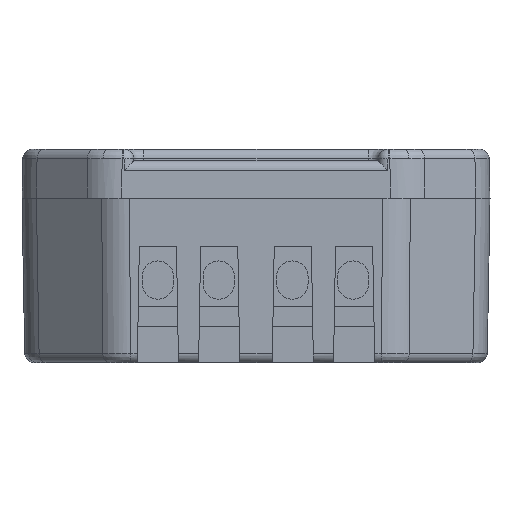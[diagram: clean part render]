
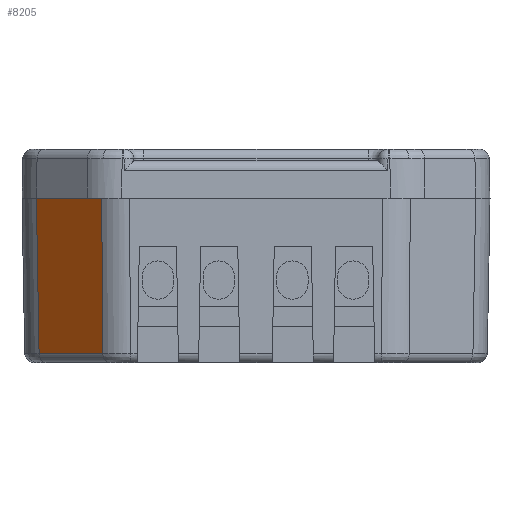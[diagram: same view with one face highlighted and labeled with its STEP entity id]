
A CAD part, front view. The second image highlights one B-rep face of the part: STEP entity #8205.
In plain terms, the highlighted face is planar.
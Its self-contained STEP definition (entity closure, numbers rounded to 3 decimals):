
#360 = DIRECTION ( 'NONE',  ( -0.017, -0.007, -1. ) ) ;
#612 = FACE_OUTER_BOUND ( 'NONE', #8861, .T. ) ;
#819 = PLANE ( 'NONE',  #11196 ) ;
#827 = EDGE_CURVE ( 'NONE', #1764, #4972, #7245, .T. ) ;
#875 = LINE ( 'NONE', #5812, #3264 ) ;
#1062 = VECTOR ( 'NONE', #360, 1000. ) ;
#1113 = EDGE_CURVE ( 'NONE', #1764, #12706, #9394, .T. ) ;
#1764 = VERTEX_POINT ( 'NONE', #9296 ) ;
#1888 = EDGE_CURVE ( 'NONE', #12034, #12706, #7732, .T. ) ;
#2093 = VECTOR ( 'NONE', #11769, 1000. ) ;
#2267 = CARTESIAN_POINT ( 'NONE',  ( 15.614, 22.999, 0.983 ) ) ;
#2944 = ORIENTED_EDGE ( 'NONE', *, *, #11084, .T. ) ;
#3147 = VECTOR ( 'NONE', #5494, 1000. ) ;
#3264 = VECTOR ( 'NONE', #4556, 1000. ) ;
#3604 = ORIENTED_EDGE ( 'NONE', *, *, #1113, .F. ) ;
#3662 = CARTESIAN_POINT ( 'NONE',  ( 19.8, 19.203, 16.8 ) ) ;
#4556 = DIRECTION ( 'NONE',  ( -0.707, 0.707, 0. ) ) ;
#4972 = VERTEX_POINT ( 'NONE', #10836 ) ;
#5151 = ORIENTED_EDGE ( 'NONE', *, *, #1888, .T. ) ;
#5494 = DIRECTION ( 'NONE',  ( -0.707, 0.707, 0. ) ) ;
#5812 = CARTESIAN_POINT ( 'NONE',  ( 15.619, 22.994, 0.983 ) ) ;
#5995 = ORIENTED_EDGE ( 'NONE', *, *, #827, .T. ) ;
#7245 = LINE ( 'NONE', #9252, #1062 ) ;
#7732 = LINE ( 'NONE', #7793, #2093 ) ;
#7793 = CARTESIAN_POINT ( 'NONE',  ( 15.728, 23.275, 16.758 ) ) ;
#8205 = ADVANCED_FACE ( 'NONE', ( #612 ), #819, .T. ) ;
#8861 = EDGE_LOOP ( 'NONE', ( #5995, #2944, #5151, #3604 ) ) ;
#9252 = CARTESIAN_POINT ( 'NONE',  ( 22.093, 16.496, 0.015 ) ) ;
#9296 = CARTESIAN_POINT ( 'NONE',  ( 22.386, 16.618, 16.8 ) ) ;
#9394 = LINE ( 'NONE', #11231, #3147 ) ;
#10836 = CARTESIAN_POINT ( 'NONE',  ( 22.11, 16.503, 0.983 ) ) ;
#10845 = CARTESIAN_POINT ( 'NONE',  ( 15.728, 23.275, 16.8 ) ) ;
#11084 = EDGE_CURVE ( 'NONE', #4972, #12034, #875, .T. ) ;
#11196 = AXIS2_PLACEMENT_3D ( 'NONE', #3662, #12560, #12504 ) ;
#11231 = CARTESIAN_POINT ( 'NONE',  ( 19.8, 19.203, 16.8 ) ) ;
#11769 = DIRECTION ( 'NONE',  ( 0.007, 0.017, 1. ) ) ;
#12034 = VERTEX_POINT ( 'NONE', #2267 ) ;
#12504 = DIRECTION ( 'NONE',  ( 0.707, -0.707, 0. ) ) ;
#12560 = DIRECTION ( 'NONE',  ( 0.707, 0.707, -0.017 ) ) ;
#12706 = VERTEX_POINT ( 'NONE', #10845 ) ;
